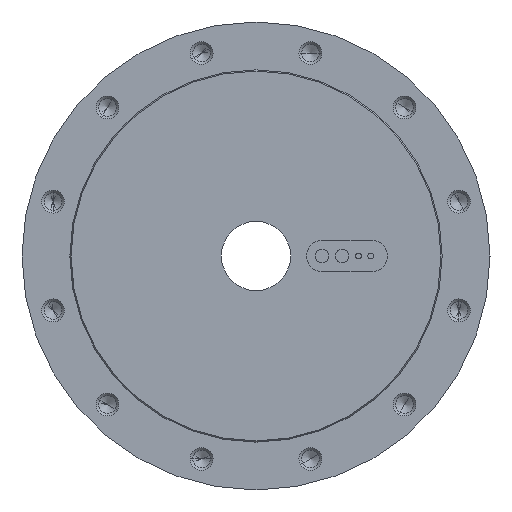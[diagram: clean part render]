
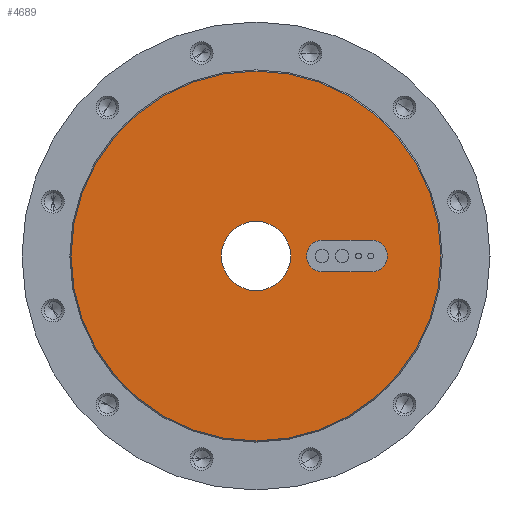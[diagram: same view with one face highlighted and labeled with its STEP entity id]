
A CAD part, left-side view. The second image highlights one B-rep face of the part: STEP entity #4689.
In plain terms, the highlighted planar face has unit normal (-1, 0, 0).
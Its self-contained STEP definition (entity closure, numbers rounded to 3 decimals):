
#20 = LINE ( 'NONE', #9213, #8495 ) ;
#153 = EDGE_CURVE ( 'NONE', #3562, #7858, #20, .T. ) ;
#180 = CARTESIAN_POINT ( 'NONE',  ( 0., -21.7, 0. ) ) ;
#506 = VERTEX_POINT ( 'NONE', #3935 ) ;
#698 = DIRECTION ( 'NONE',  ( 0., 0., -1. ) ) ;
#716 = FACE_BOUND ( 'NONE', #9910, .T. ) ;
#830 = ORIENTED_EDGE ( 'NONE', *, *, #1528, .T. ) ;
#893 = AXIS2_PLACEMENT_3D ( 'NONE', #3123, #4787, #698 ) ;
#1138 = CIRCLE ( 'NONE', #8583, 6.5 ) ;
#1258 = CIRCLE ( 'NONE', #893, 34.769 ) ;
#1286 = CARTESIAN_POINT ( 'NONE',  ( 0., 0., 0. ) ) ;
#1413 = CARTESIAN_POINT ( 'NONE',  ( 0., 6.5, 0. ) ) ;
#1528 = EDGE_CURVE ( 'NONE', #4585, #5860, #1258, .T. ) ;
#1556 = DIRECTION ( 'NONE',  ( 1., 0., 0. ) ) ;
#1647 = ORIENTED_EDGE ( 'NONE', *, *, #153, .F. ) ;
#1743 = DIRECTION ( 'NONE',  ( -1., 0., 0. ) ) ;
#1829 = CIRCLE ( 'NONE', #2582, 6.5 ) ;
#1848 = CIRCLE ( 'NONE', #10342, 34.769 ) ;
#2116 = FACE_OUTER_BOUND ( 'NONE', #7034, .T. ) ;
#2152 = VECTOR ( 'NONE', #8914, 1000. ) ;
#2325 = VERTEX_POINT ( 'NONE', #6833 ) ;
#2448 = VERTEX_POINT ( 'NONE', #9425 ) ;
#2535 = DIRECTION ( 'NONE',  ( 0., 1., 0. ) ) ;
#2582 = AXIS2_PLACEMENT_3D ( 'NONE', #1286, #6891, #8658 ) ;
#2766 = EDGE_LOOP ( 'NONE', ( #7651, #6184, #1647, #6102 ) ) ;
#3123 = CARTESIAN_POINT ( 'NONE',  ( 0., 0., 0. ) ) ;
#3157 = CIRCLE ( 'NONE', #4563, 3. ) ;
#3185 = CARTESIAN_POINT ( 'NONE',  ( 0., -12.5, -3. ) ) ;
#3562 = VERTEX_POINT ( 'NONE', #3808 ) ;
#3625 = AXIS2_PLACEMENT_3D ( 'NONE', #180, #5810, #7533 ) ;
#3736 = CARTESIAN_POINT ( 'NONE',  ( 0., 0., -34.769 ) ) ;
#3790 = CARTESIAN_POINT ( 'NONE',  ( 0., -12.5, 3. ) ) ;
#3808 = CARTESIAN_POINT ( 'NONE',  ( 0., -21.7, 3. ) ) ;
#3870 = DIRECTION ( 'NONE',  ( 0., 0., 1. ) ) ;
#3935 = CARTESIAN_POINT ( 'NONE',  ( 0., -12.5, -3. ) ) ;
#4053 = PLANE ( 'NONE',  #8490 ) ;
#4059 = FACE_BOUND ( 'NONE', #2766, .T. ) ;
#4304 = CARTESIAN_POINT ( 'NONE',  ( 0., 0., 0. ) ) ;
#4563 = AXIS2_PLACEMENT_3D ( 'NONE', #5440, #10390, #3870 ) ;
#4585 = VERTEX_POINT ( 'NONE', #3736 ) ;
#4689 = ADVANCED_FACE ( 'NONE', ( #2116, #4059, #716 ), #4053, .F. ) ;
#4718 = EDGE_CURVE ( 'NONE', #5860, #4585, #1848, .T. ) ;
#4787 = DIRECTION ( 'NONE',  ( -1., 0., 0. ) ) ;
#4829 = DIRECTION ( 'NONE',  ( -1., 0., 0. ) ) ;
#5086 = DIRECTION ( 'NONE',  ( 0., 0., 1. ) ) ;
#5099 = EDGE_CURVE ( 'NONE', #7858, #506, #3157, .T. ) ;
#5142 = CARTESIAN_POINT ( 'NONE',  ( 0., 0., 6.5 ) ) ;
#5440 = CARTESIAN_POINT ( 'NONE',  ( 0., -12.5, 0. ) ) ;
#5580 = EDGE_CURVE ( 'NONE', #2448, #9655, #1829, .T. ) ;
#5810 = DIRECTION ( 'NONE',  ( -1., 0., 0. ) ) ;
#5860 = VERTEX_POINT ( 'NONE', #6560 ) ;
#5918 = EDGE_CURVE ( 'NONE', #2325, #3562, #10053, .T. ) ;
#6102 = ORIENTED_EDGE ( 'NONE', *, *, #5918, .F. ) ;
#6184 = ORIENTED_EDGE ( 'NONE', *, *, #5099, .F. ) ;
#6510 = ORIENTED_EDGE ( 'NONE', *, *, #5580, .F. ) ;
#6560 = CARTESIAN_POINT ( 'NONE',  ( 0., 0., 34.769 ) ) ;
#6833 = CARTESIAN_POINT ( 'NONE',  ( 0., -21.7, -3. ) ) ;
#6891 = DIRECTION ( 'NONE',  ( -1., 0., 0. ) ) ;
#7034 = EDGE_LOOP ( 'NONE', ( #830, #8098 ) ) ;
#7533 = DIRECTION ( 'NONE',  ( 0., 0., 1. ) ) ;
#7651 = ORIENTED_EDGE ( 'NONE', *, *, #8170, .F. ) ;
#7721 = EDGE_CURVE ( 'NONE', #9655, #2448, #1138, .T. ) ;
#7858 = VERTEX_POINT ( 'NONE', #3790 ) ;
#7952 = LINE ( 'NONE', #3185, #2152 ) ;
#8063 = DIRECTION ( 'NONE',  ( 0., 0., -1. ) ) ;
#8098 = ORIENTED_EDGE ( 'NONE', *, *, #4718, .T. ) ;
#8170 = EDGE_CURVE ( 'NONE', #506, #2325, #7952, .T. ) ;
#8490 = AXIS2_PLACEMENT_3D ( 'NONE', #1413, #1556, #9651 ) ;
#8495 = VECTOR ( 'NONE', #2535, 1000. ) ;
#8583 = AXIS2_PLACEMENT_3D ( 'NONE', #4304, #1743, #5086 ) ;
#8658 = DIRECTION ( 'NONE',  ( 0., 0., 1. ) ) ;
#8860 = CARTESIAN_POINT ( 'NONE',  ( 0., 0., 0. ) ) ;
#8914 = DIRECTION ( 'NONE',  ( 0., -1., 0. ) ) ;
#8933 = ORIENTED_EDGE ( 'NONE', *, *, #7721, .F. ) ;
#9213 = CARTESIAN_POINT ( 'NONE',  ( 0., -12.5, 3. ) ) ;
#9425 = CARTESIAN_POINT ( 'NONE',  ( 0., 0., -6.5 ) ) ;
#9651 = DIRECTION ( 'NONE',  ( 0., 0., -1. ) ) ;
#9655 = VERTEX_POINT ( 'NONE', #5142 ) ;
#9910 = EDGE_LOOP ( 'NONE', ( #8933, #6510 ) ) ;
#10053 = CIRCLE ( 'NONE', #3625, 3. ) ;
#10342 = AXIS2_PLACEMENT_3D ( 'NONE', #8860, #4829, #8063 ) ;
#10390 = DIRECTION ( 'NONE',  ( -1., 0., 0. ) ) ;
